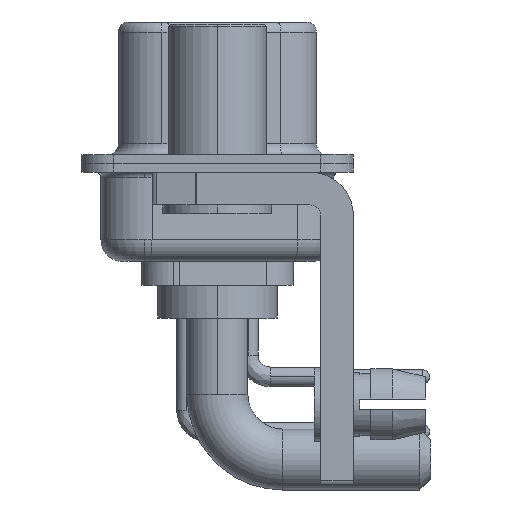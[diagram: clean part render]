
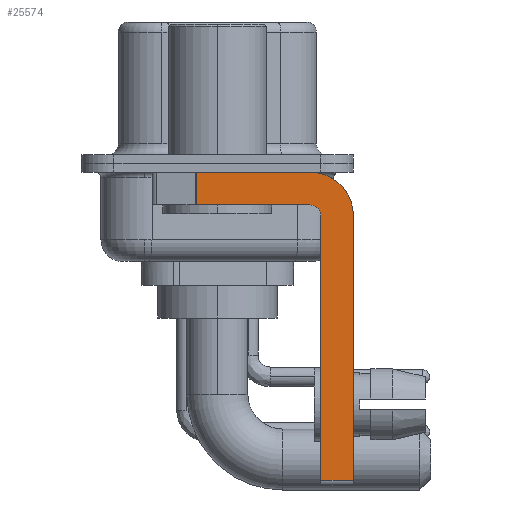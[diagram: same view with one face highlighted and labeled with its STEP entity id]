
A CAD part, left-side view. The second image highlights one B-rep face of the part: STEP entity #25574.
In plain terms, the highlighted planar face has unit normal (-1, 0, 0).
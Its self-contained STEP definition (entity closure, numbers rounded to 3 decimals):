
#559 = CARTESIAN_POINT ( 'NONE',  ( -2.9, -4.75, -14.8 ) ) ;
#1599 = DIRECTION ( 'NONE',  ( 0., 0., -1. ) ) ;
#2023 = DIRECTION ( 'NONE',  ( 1., 0., 0. ) ) ;
#2120 = CIRCLE ( 'NONE', #3475, 2. ) ;
#2539 = ORIENTED_EDGE ( 'NONE', *, *, #18519, .T. ) ;
#3475 = AXIS2_PLACEMENT_3D ( 'NONE', #23749, #11140, #8641 ) ;
#3921 = CARTESIAN_POINT ( 'NONE',  ( -2.9, -4.25, -1.9 ) ) ;
#4313 = CARTESIAN_POINT ( 'NONE',  ( -2.9, 0.978, -1.9 ) ) ;
#4678 = VERTEX_POINT ( 'NONE', #9847 ) ;
#5233 = DIRECTION ( 'NONE',  ( 0., -1., 0. ) ) ;
#5967 = ORIENTED_EDGE ( 'NONE', *, *, #24546, .F. ) ;
#6143 = ORIENTED_EDGE ( 'NONE', *, *, #25194, .F. ) ;
#6150 = DIRECTION ( 'NONE',  ( 0., 1., 0. ) ) ;
#6871 = LINE ( 'NONE', #559, #24787 ) ;
#6945 = DIRECTION ( 'NONE',  ( 0., 0., 1. ) ) ;
#6952 = EDGE_CURVE ( 'NONE', #11106, #12167, #6871, .T. ) ;
#7403 = EDGE_CURVE ( 'NONE', #18933, #4678, #14560, .T. ) ;
#7506 = DIRECTION ( 'NONE',  ( -1., 0., 0. ) ) ;
#7743 = VECTOR ( 'NONE', #5233, 1000. ) ;
#8060 = CARTESIAN_POINT ( 'NONE',  ( -2.9, -4.25, -2.4 ) ) ;
#8343 = FACE_OUTER_BOUND ( 'NONE', #24329, .T. ) ;
#8641 = DIRECTION ( 'NONE',  ( 0., 0., -1. ) ) ;
#9804 = CARTESIAN_POINT ( 'NONE',  ( -2.9, -4.25, -1.9 ) ) ;
#9847 = CARTESIAN_POINT ( 'NONE',  ( -2.9, -6.25, -14.55 ) ) ;
#10231 = ORIENTED_EDGE ( 'NONE', *, *, #16193, .T. ) ;
#10760 = LINE ( 'NONE', #20974, #21780 ) ;
#11106 = VERTEX_POINT ( 'NONE', #20493 ) ;
#11140 = DIRECTION ( 'NONE',  ( 1., 0., 0. ) ) ;
#11679 = CARTESIAN_POINT ( 'NONE',  ( -2.9, -4.25, -14.55 ) ) ;
#12109 = VECTOR ( 'NONE', #24190, 1000. ) ;
#12167 = VERTEX_POINT ( 'NONE', #18976 ) ;
#12556 = CARTESIAN_POINT ( 'NONE',  ( -2.9, 0.978, -1.9 ) ) ;
#12656 = VECTOR ( 'NONE', #27603, 1000. ) ;
#12727 = ORIENTED_EDGE ( 'NONE', *, *, #12853, .F. ) ;
#12853 = EDGE_CURVE ( 'NONE', #15919, #24221, #27468, .T. ) ;
#13057 = AXIS2_PLACEMENT_3D ( 'NONE', #26698, #7506, #6945 ) ;
#13098 = VERTEX_POINT ( 'NONE', #17189 ) ;
#14153 = ORIENTED_EDGE ( 'NONE', *, *, #18162, .F. ) ;
#14560 = LINE ( 'NONE', #19021, #12656 ) ;
#15097 = AXIS2_PLACEMENT_3D ( 'NONE', #8060, #2023, #1599 ) ;
#15518 = CARTESIAN_POINT ( 'NONE',  ( -2.9, 0.978, -0.4 ) ) ;
#15752 = CIRCLE ( 'NONE', #13057, 0.5 ) ;
#15919 = VERTEX_POINT ( 'NONE', #9804 ) ;
#16193 = EDGE_CURVE ( 'NONE', #20745, #24221, #23490, .T. ) ;
#16434 = PLANE ( 'NONE',  #15097 ) ;
#17189 = CARTESIAN_POINT ( 'NONE',  ( -2.9, -4.25, -0.4 ) ) ;
#18162 = EDGE_CURVE ( 'NONE', #12167, #15919, #15752, .T. ) ;
#18519 = EDGE_CURVE ( 'NONE', #11106, #4678, #24284, .T. ) ;
#18933 = VERTEX_POINT ( 'NONE', #25248 ) ;
#18976 = CARTESIAN_POINT ( 'NONE',  ( -2.9, -4.75, -2.4 ) ) ;
#19021 = CARTESIAN_POINT ( 'NONE',  ( -2.9, -6.25, -2.4 ) ) ;
#20143 = ORIENTED_EDGE ( 'NONE', *, *, #6952, .F. ) ;
#20493 = CARTESIAN_POINT ( 'NONE',  ( -2.9, -4.75, -14.55 ) ) ;
#20745 = VERTEX_POINT ( 'NONE', #15518 ) ;
#20974 = CARTESIAN_POINT ( 'NONE',  ( -2.9, 3., -0.4 ) ) ;
#21432 = DIRECTION ( 'NONE',  ( 0., 0., 1. ) ) ;
#21780 = VECTOR ( 'NONE', #27593, 1000. ) ;
#23490 = LINE ( 'NONE', #4313, #12109 ) ;
#23749 = CARTESIAN_POINT ( 'NONE',  ( -2.9, -4.25, -2.4 ) ) ;
#23783 = ORIENTED_EDGE ( 'NONE', *, *, #7403, .F. ) ;
#24190 = DIRECTION ( 'NONE',  ( 0., 0., -1. ) ) ;
#24221 = VERTEX_POINT ( 'NONE', #12556 ) ;
#24284 = LINE ( 'NONE', #11679, #7743 ) ;
#24329 = EDGE_LOOP ( 'NONE', ( #5967, #10231, #12727, #14153, #20143, #2539, #23783, #6143 ) ) ;
#24546 = EDGE_CURVE ( 'NONE', #20745, #13098, #10760, .T. ) ;
#24787 = VECTOR ( 'NONE', #21432, 1000. ) ;
#25194 = EDGE_CURVE ( 'NONE', #13098, #18933, #2120, .T. ) ;
#25248 = CARTESIAN_POINT ( 'NONE',  ( -2.9, -6.25, -2.4 ) ) ;
#25574 = ADVANCED_FACE ( 'NONE', ( #8343 ), #16434, .F. ) ;
#26698 = CARTESIAN_POINT ( 'NONE',  ( -2.9, -4.25, -2.4 ) ) ;
#27468 = LINE ( 'NONE', #3921, #27534 ) ;
#27534 = VECTOR ( 'NONE', #6150, 1000. ) ;
#27593 = DIRECTION ( 'NONE',  ( 0., -1., 0. ) ) ;
#27603 = DIRECTION ( 'NONE',  ( 0., 0., -1. ) ) ;
